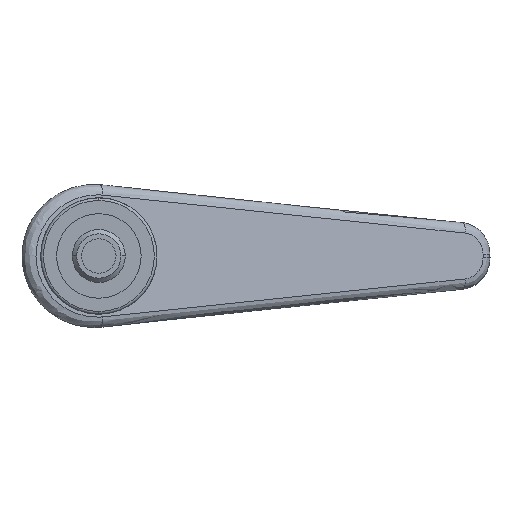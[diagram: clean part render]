
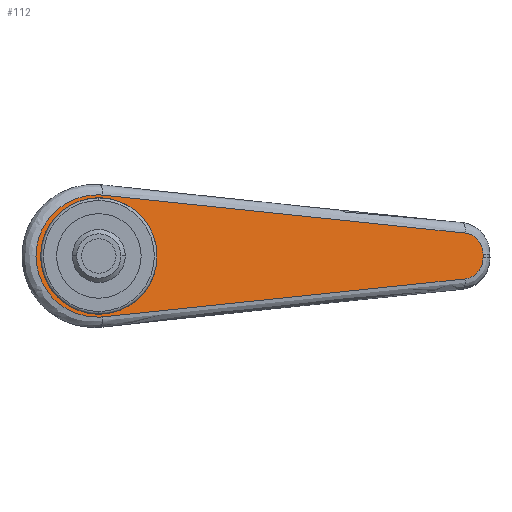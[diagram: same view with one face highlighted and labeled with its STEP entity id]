
A CAD part, front view. The second image highlights one B-rep face of the part: STEP entity #112.
In plain terms, the highlighted planar face has unit normal (0.342, -0.94, 0).
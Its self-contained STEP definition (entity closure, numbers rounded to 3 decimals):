
#112=ADVANCED_FACE('',(#276,#277),#278,.F.);
#276=FACE_OUTER_BOUND('',#501,.T.);
#277=FACE_BOUND('',#502,.T.);
#278=PLANE('',#503);
#501=EDGE_LOOP('',(#1179,#1180,#1181,#1182,#1183,#1184,#1185,#1186));
#502=EDGE_LOOP('',(#1187,#1188));
#503=AXIS2_PLACEMENT_3D('',#1189,#1190,#1191);
#1179=ORIENTED_EDGE('',*,*,#1625,.F.);
#1180=ORIENTED_EDGE('',*,*,#1626,.F.);
#1181=ORIENTED_EDGE('',*,*,#1627,.F.);
#1182=ORIENTED_EDGE('',*,*,#1628,.F.);
#1183=ORIENTED_EDGE('',*,*,#1629,.F.);
#1184=ORIENTED_EDGE('',*,*,#1610,.F.);
#1185=ORIENTED_EDGE('',*,*,#1630,.F.);
#1186=ORIENTED_EDGE('',*,*,#1631,.F.);
#1187=ORIENTED_EDGE('',*,*,#1619,.T.);
#1188=ORIENTED_EDGE('',*,*,#1614,.T.);
#1189=CARTESIAN_POINT('',(12.972,23.722,0.0));
#1190=DIRECTION('',(-0.342,0.94,0.0));
#1191=DIRECTION('',(0.0,0.0,1.0));
#1610=EDGE_CURVE('',#1829,#1831,#1832,.T.);
#1614=EDGE_CURVE('',#1837,#1835,#1838,.T.);
#1619=EDGE_CURVE('',#1835,#1837,#1844,.T.);
#1625=EDGE_CURVE('',#1852,#1853,#1854,.T.);
#1626=EDGE_CURVE('',#1855,#1852,#1856,.T.);
#1627=EDGE_CURVE('',#1857,#1855,#1858,.T.);
#1628=EDGE_CURVE('',#1859,#1857,#1860,.T.);
#1629=EDGE_CURVE('',#1831,#1859,#1861,.T.);
#1630=EDGE_CURVE('',#1862,#1829,#1863,.T.);
#1631=EDGE_CURVE('',#1853,#1862,#1864,.T.);
#1829=VERTEX_POINT('',#2169);
#1831=VERTEX_POINT('',#2171);
#1832=LINE('',#2172,#2173);
#1835=VERTEX_POINT('',#2176);
#1837=VERTEX_POINT('',#2179);
#1838=ELLIPSE('',#2180,11.706,11.0);
#1844=ELLIPSE('',#2187,11.706,11.0);
#1852=VERTEX_POINT('',#2196);
#1853=VERTEX_POINT('',#2197);
#1854=ELLIPSE('',#2198,12.345,11.559);
#1855=VERTEX_POINT('',#2199);
#1856=ELLIPSE('',#2200,12.345,11.559);
#1857=VERTEX_POINT('',#2201);
#1858=ELLIPSE('',#2202,12.345,11.559);
#1859=VERTEX_POINT('',#2203);
#1860=B_SPLINE_CURVE_WITH_KNOTS('',3,(#2204,#2205,#2206,#2207),.UNSPECIFIED.,.F.,.F.,(4,4),(-7.34,-0.002),.UNSPECIFIED.);
#1861=ELLIPSE('',#2208,4.022,4.);
#1862=VERTEX_POINT('',#2209);
#1863=ELLIPSE('',#2210,4.022,4.);
#1864=B_SPLINE_CURVE_WITH_KNOTS('',3,(#2211,#2212,#2213,#2214),.UNSPECIFIED.,.F.,.F.,(4,4),(0.002,7.34),.UNSPECIFIED.);
#2169=CARTESIAN_POINT('',(72.684,45.455,0.335));
#2171=CARTESIAN_POINT('',(72.684,45.455,-0.335));
#2172=CARTESIAN_POINT('',(72.684,45.455,0.));
#2173=VECTOR('',#2666,10.0);
#2176=CARTESIAN_POINT('',(11.0,23.004,0.0));
#2179=CARTESIAN_POINT('',(-11.0,14.996,0.));
#2180=AXIS2_PLACEMENT_3D('',#2671,#2672,#2673);
#2187=AXIS2_PLACEMENT_3D('',#2681,#2682,#2683);
#2196=CARTESIAN_POINT('',(0.,19.0,11.556));
#2197=CARTESIAN_POINT('',(0.663,19.241,11.52));
#2198=AXIS2_PLACEMENT_3D('',#2691,#2692,#2693);
#2199=CARTESIAN_POINT('',(0.,19.0,-11.556));
#2200=AXIS2_PLACEMENT_3D('',#2694,#2695,#2696);
#2201=CARTESIAN_POINT('',(0.663,19.241,-11.52));
#2202=AXIS2_PLACEMENT_3D('',#2697,#2698,#2699);
#2203=CARTESIAN_POINT('',(69.279,44.215,-4.34));
#2204=CARTESIAN_POINT('',(69.279,44.215,-4.34));
#2205=CARTESIAN_POINT('',(46.399,35.888,-6.652));
#2206=CARTESIAN_POINT('',(23.531,27.565,-9.087));
#2207=CARTESIAN_POINT('',(0.663,19.241,-11.52));
#2208=AXIS2_PLACEMENT_3D('',#2700,#2701,#2702);
#2209=CARTESIAN_POINT('',(69.279,44.215,4.34));
#2210=AXIS2_PLACEMENT_3D('',#2703,#2704,#2705);
#2211=CARTESIAN_POINT('',(0.663,19.241,11.52));
#2212=CARTESIAN_POINT('',(23.531,27.565,9.087));
#2213=CARTESIAN_POINT('',(46.399,35.888,6.652));
#2214=CARTESIAN_POINT('',(69.279,44.215,4.34));
#2666=DIRECTION('',(0.,0.,-1.0));
#2671=CARTESIAN_POINT('',(0.,19.0,0.0));
#2672=DIRECTION('',(-0.342,0.94,0.0));
#2673=DIRECTION('',(0.94,0.342,0.0));
#2681=CARTESIAN_POINT('',(0.,19.0,0.0));
#2682=DIRECTION('',(-0.342,0.94,0.0));
#2683=DIRECTION('',(0.94,0.342,0.0));
#2691=CARTESIAN_POINT('',(-0.291,18.894,0.));
#2692=DIRECTION('',(-0.342,0.94,0.));
#2693=DIRECTION('',(0.94,0.342,0.));
#2694=CARTESIAN_POINT('',(-0.291,18.894,0.));
#2695=DIRECTION('',(-0.342,0.94,0.));
#2696=DIRECTION('',(0.94,0.342,0.));
#2697=CARTESIAN_POINT('',(-0.291,18.894,0.));
#2698=DIRECTION('',(-0.342,0.94,0.));
#2699=DIRECTION('',(0.94,0.342,0.));
#2700=CARTESIAN_POINT('',(68.925,44.087,-0.335));
#2701=DIRECTION('',(-0.342,0.94,0.));
#2702=DIRECTION('',(-0.001,-0.001,1.));
#2703=CARTESIAN_POINT('',(68.925,44.087,0.335));
#2704=DIRECTION('',(-0.342,0.94,0.));
#2705=DIRECTION('',(0.001,0.001,1.));
